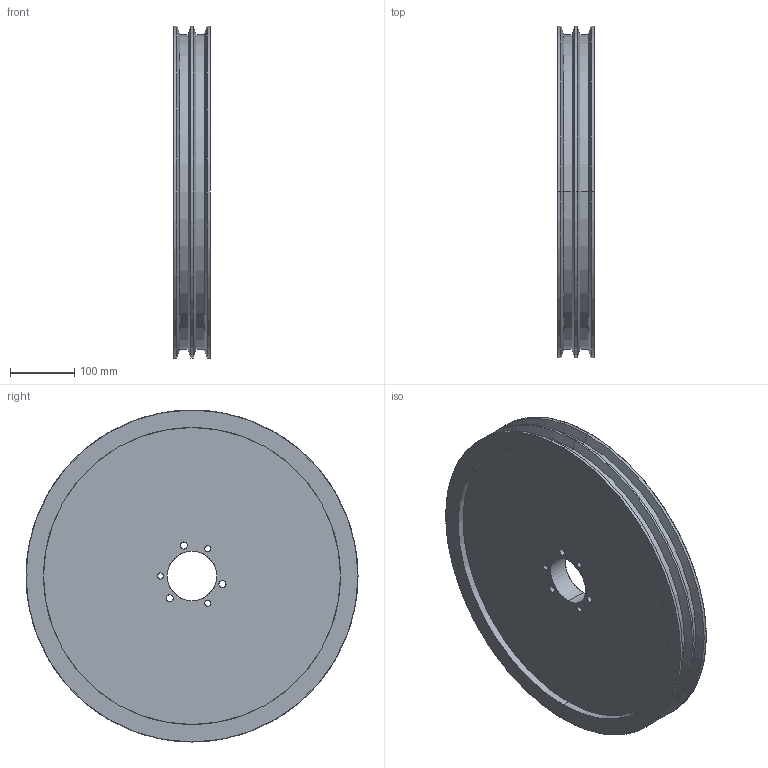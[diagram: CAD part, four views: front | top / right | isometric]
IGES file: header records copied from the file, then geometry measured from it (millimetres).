
Start section: SolidWorks IGES file using analytic representation for surfaces
Global section: file name: 2C2C200072422841352.igs; native system: SolidWorks 2017; preprocessor: SolidWorks 2017; author: partstream; date: 170724.220815; units: inch
Bounding box: 57.15 x 518.16 x 518.16 mm (x, y, z)
Surface area: 611554.1 mm2 (no closed solid volume)
Topology: 0 solids, 0 shells, 78 faces, 988 edges, 988 vertices
Faces by surface type: bspline 42, revolution 36
